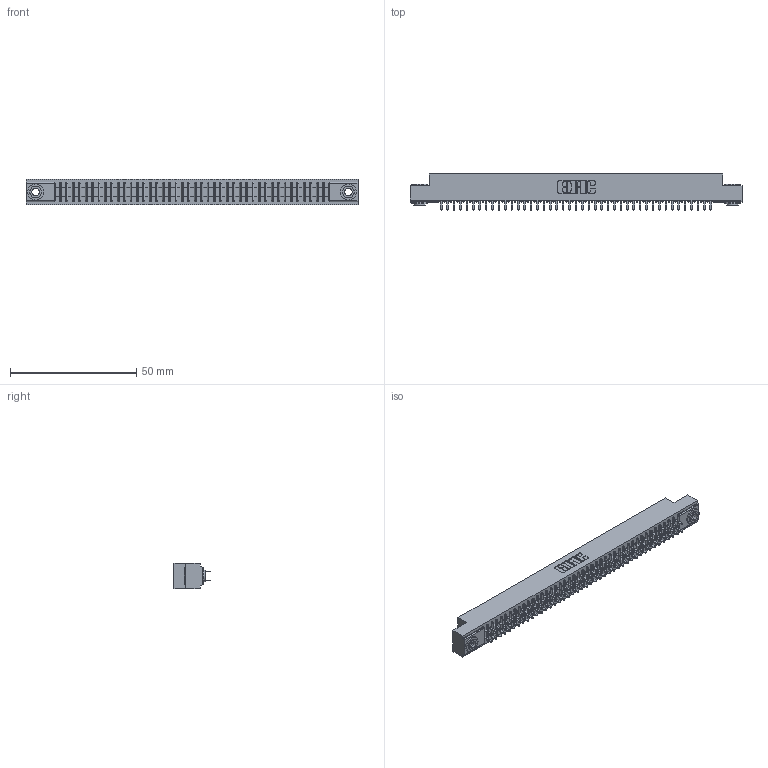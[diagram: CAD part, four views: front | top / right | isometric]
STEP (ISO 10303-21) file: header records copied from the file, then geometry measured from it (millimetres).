
FILE_DESCRIPTION (( 'STEP AP203' ), '1' );
FILE_NAME ('391-086-520-203.STEP', '2018-08-09T16:35:07', ( '' ), ( '' ), 'SwSTEP 2.0', 'SolidWorks 2016', '' );
FILE_SCHEMA (( 'CONFIG_CONTROL_DESIGN' ));
Length unit declared in the file: inch
Products named in the file (4): 341 Part_.156 (3.96) Dia Mounting Holes; 341-292-001_341-292-120; 345-250-002_345-250-002-102; 391-086-520-203
Assembly tree (89 placements, depth 2):
  391-086-520-203
    341 Part_.156 (3.96) Dia Mounting Holes
    341-292-001_341-292-120  x86
    345-250-002_345-250-002-102  x2
Bounding box: 131.44 x 14.27 x 10.16 mm (x, y, z)
Volume: 9712.1 mm3; surface area: 17435.3 mm2
Topology: 89 solids, 89 shells, 5844 faces, 16897 edges, 10942 vertices
Faces by surface type: plane 3532, cylinder 2132, sphere 88, torus 84, cone 8
Entity records: 52971 total; most frequent: CARTESIAN_POINT 8786, ORIENTED_EDGE 8722, DIRECTION 8541, EDGE_CURVE 4361, LINE 3515, VECTOR 3515, VERTEX_POINT 2758, AXIS2_PLACEMENT_3D 2513
